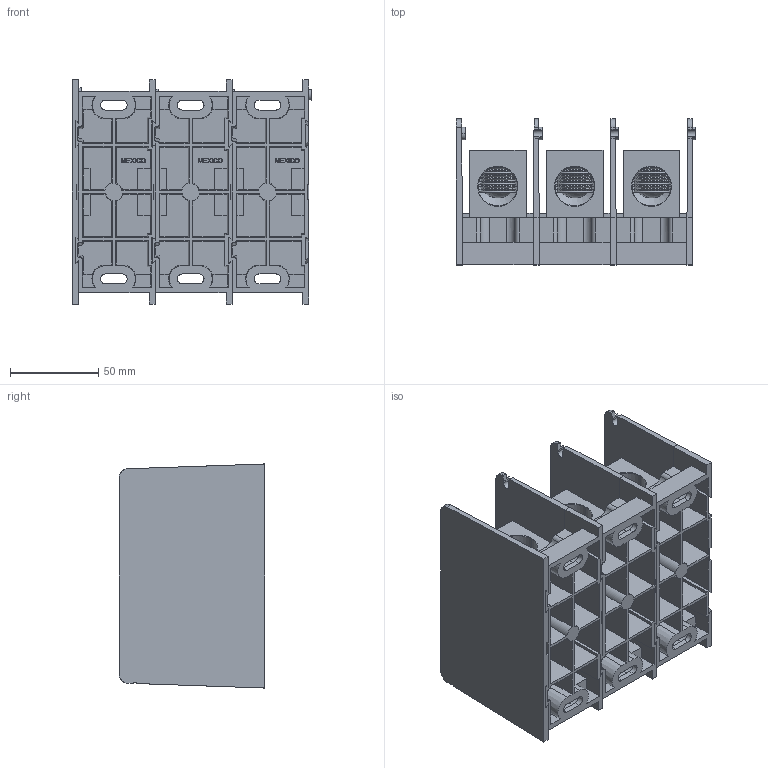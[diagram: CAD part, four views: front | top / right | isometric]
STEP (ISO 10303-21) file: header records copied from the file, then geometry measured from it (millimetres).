
FILE_DESCRIPTION (( 'STEP AP214' ), '1' );
FILE_NAME ('701969_3p_rev-.STEP', '2013-08-27T15:36:41', ( '' ), ( '' ), 'SwSTEP 2.0', 'SolidWorks 2013', '' );
FILE_SCHEMA (( 'AUTOMOTIVE_DESIGN' ));
Length unit declared in the file: inch
Products named in the file (1): 701969_3p_rev-
Bounding box: 135.72 x 82.55 x 127.01 mm (x, y, z)
Volume: 447008.5 mm3; surface area: 253284.5 mm2
Topology: 19 solids, 19 shells, 2284 faces, 5650 edges, 3446 vertices
Faces by surface type: plane 802, cylinder 702, cone 666, bspline 72, sphere 24, torus 18
Entity records: 116538 total; most frequent: CARTESIAN_POINT 35207, ORIENTED_EDGE 11240, DIRECTION 9965, EDGE_CURVE 5620, VERTEX_POINT 3446, AXIS2_PLACEMENT_3D 3378, VECTOR 3209, LINE 3209
